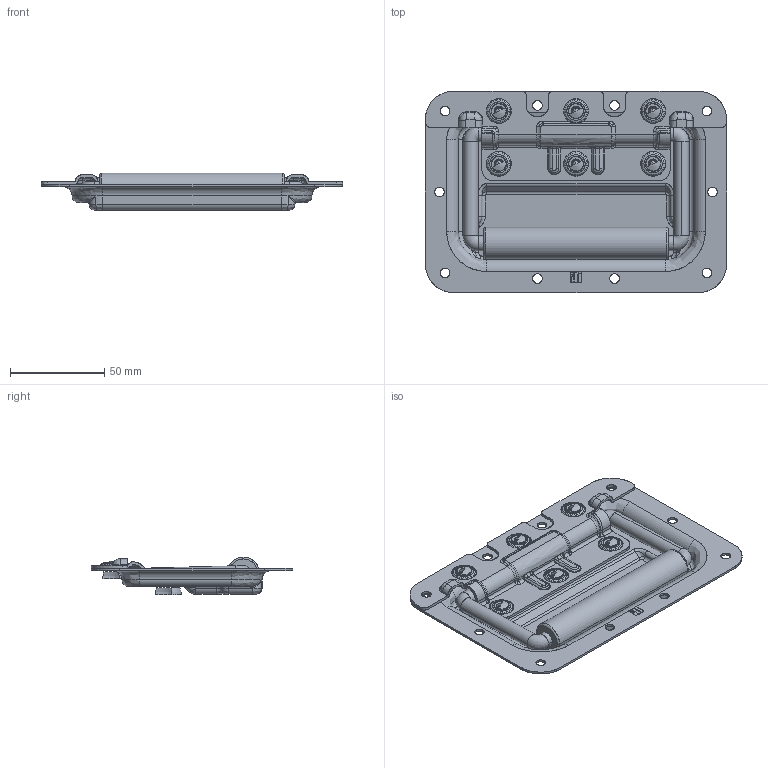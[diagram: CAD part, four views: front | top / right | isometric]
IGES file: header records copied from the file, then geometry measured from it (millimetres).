
Start section: SolidWorks IGES file using analytic representation for surfaces
Global section: file name: 34083.IGS; native system: SolidWorks 2011; preprocessor: SolidWorks 2011; author: martinb; date: 110106.084126; units: millimetre
Bounding box: 160.14 x 107 x 20.07 mm (x, y, z)
Surface area: 70287.4 mm2 (no closed solid volume)
Topology: 0 solids, 0 shells, 837 faces, 9821 edges, 9776 vertices
Faces by surface type: bspline 430, revolution 407
